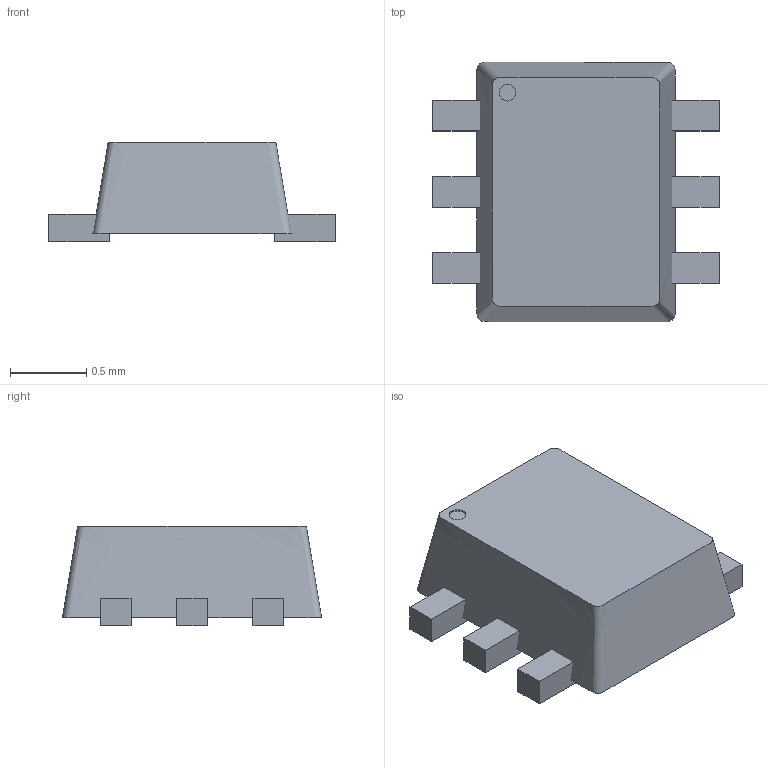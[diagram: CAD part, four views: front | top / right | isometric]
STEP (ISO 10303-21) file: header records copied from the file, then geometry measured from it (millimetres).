
FILE_DESCRIPTION(/* description */ (''),/* implementation_level */ '2;1');
FILE_NAME(/* name */ 'TPD2E1B06-3D v2.step',/* time_stamp */ '2026-02-15T11:46:27+01:00',/* author */ (''),/* organization */ (''),/* preprocessor_version */ 'ST-DEVELOPER v20.1',/* originating_system */ 'Autodesk Translation Framework v14.10.0.0',/* authorisation */ '');
FILE_SCHEMA (('AUTOMOTIVE_DESIGN { 1 0 10303 214 3 1 1 }'));
Length unit declared in the file: millimetre
Products named in the file (1): TPD2E1B06-3D
Bounding box: 1.88 x 1.7 x 0.65 mm (x, y, z)
Volume: 1.2 mm3; surface area: 9.4 mm2
Topology: 7 solids, 7 shells, 41 faces, 78 edges, 52 vertices
Faces by surface type: plane 39, cylinder 1, bspline 1
Full cylindrical faces by diameter (mm): 0.11 x1
Entity records: 1414 total; most frequent: CARTESIAN_POINT 538, DIRECTION 160, ORIENTED_EDGE 156, EDGE_CURVE 78, LINE 74, VECTOR 74, VERTEX_POINT 52, AXIS2_PLACEMENT_3D 43
